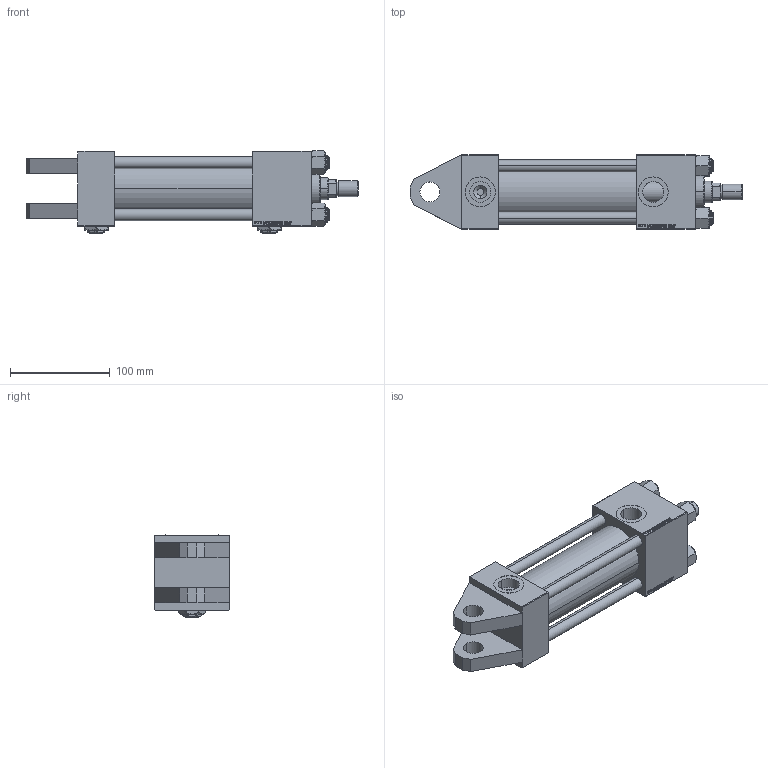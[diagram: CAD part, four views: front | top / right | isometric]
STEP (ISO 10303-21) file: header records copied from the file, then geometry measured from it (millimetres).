
FILE_DESCRIPTION (( 'STEP AP203' ), '1' );
FILE_NAME ('8cde.STEP', '2023-08-22T18:09:37', ( '' ), ( '' ), 'SwSTEP 2.0', 'SolidWorks 2019', '' );
FILE_SCHEMA (( 'CONFIG_CONTROL_DESIGN' ));
Length unit declared in the file: millimetre
Products named in the file (8): ROD_END_AH d963daf448584d4e6dd46c529f29dd1f; V215CR_VCP_H d963daf448584d4e6dd46c529f29dd1f; 8cde; V215_VC_A d963daf448584d4e6dd46c529f29dd1f; V215CR_TYCINKA_H d963daf448584d4e6dd46c529f29dd1f; V215CR_H_Body d963daf448584d4e6dd46c529f29dd1f; NUT_M5_H d963daf448584d4e6dd46c529f29dd1f; Zatka_pro_OIL_PORT d963daf448584d4e6dd46c529f29dd1f
Assembly tree (14 placements, depth 2):
  8cde
    V215CR_H_Body d963daf448584d4e6dd46c529f29dd1f
    V215CR_VCP_H d963daf448584d4e6dd46c529f29dd1f
    V215CR_TYCINKA_H d963daf448584d4e6dd46c529f29dd1f  x4
    NUT_M5_H d963daf448584d4e6dd46c529f29dd1f  x4
    V215_VC_A d963daf448584d4e6dd46c529f29dd1f
    ROD_END_AH d963daf448584d4e6dd46c529f29dd1f
    Zatka_pro_OIL_PORT d963daf448584d4e6dd46c529f29dd1f  x2
Bounding box: 333 x 75 x 82.27 mm (x, y, z)
Volume: 839430.4 mm3; surface area: 213226.4 mm2
Topology: 14 solids, 14 shells, 1243 faces, 3088 edges, 1991 vertices
Faces by surface type: plane 569, bspline 392, cone 174, cylinder 98, torus 10
Entity records: 52180 total; most frequent: CARTESIAN_POINT 27708, ORIENTED_EDGE 5476, DIRECTION 3530, EDGE_CURVE 2738, VERTEX_POINT 1789, VECTOR 1624, LINE 1624, EDGE_LOOP 1217
